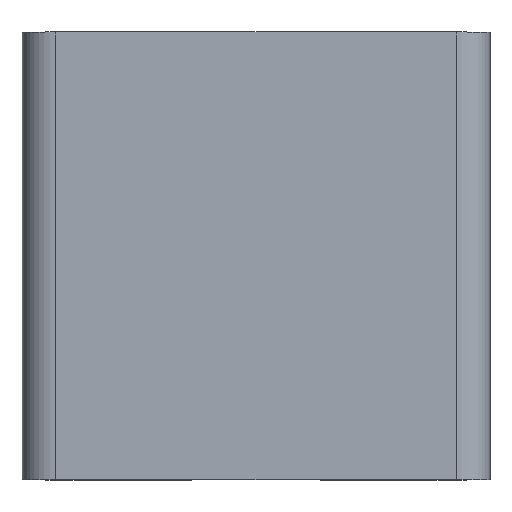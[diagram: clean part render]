
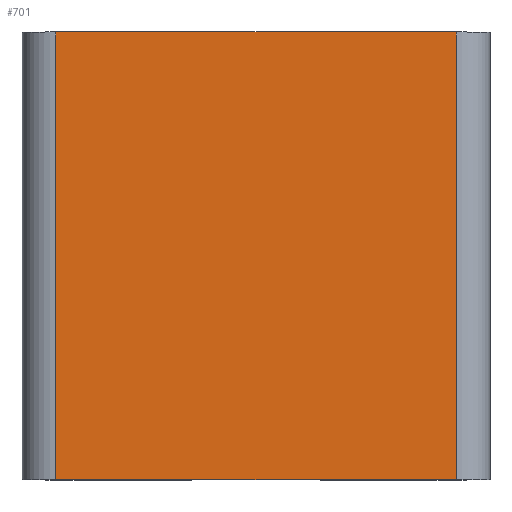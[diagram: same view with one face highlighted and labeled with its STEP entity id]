
A CAD part, top view. The second image highlights one B-rep face of the part: STEP entity #701.
In plain terms, the highlighted planar face has unit normal (0, 0, 1).
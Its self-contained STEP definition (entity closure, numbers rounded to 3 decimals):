
#26=PLANE('',#770);
#61=FACE_OUTER_BOUND('',#97,.T.);
#97=EDGE_LOOP('',(#593,#594,#595,#596));
#173=LINE('',#1141,#255);
#180=LINE('',#1153,#262);
#181=LINE('',#1157,#263);
#182=LINE('',#1158,#264);
#255=VECTOR('',#923,10.);
#262=VECTOR('',#932,10.);
#263=VECTOR('',#937,10.);
#264=VECTOR('',#938,10.);
#355=VERTEX_POINT('',#1137);
#356=VERTEX_POINT('',#1139);
#360=VERTEX_POINT('',#1152);
#361=VERTEX_POINT('',#1156);
#443=EDGE_CURVE('',#356,#355,#173,.T.);
#450=EDGE_CURVE('',#360,#355,#180,.T.);
#452=EDGE_CURVE('',#361,#356,#181,.T.);
#453=EDGE_CURVE('',#360,#361,#182,.T.);
#593=ORIENTED_EDGE('',*,*,#443,.F.);
#594=ORIENTED_EDGE('',*,*,#452,.F.);
#595=ORIENTED_EDGE('',*,*,#453,.F.);
#596=ORIENTED_EDGE('',*,*,#450,.T.);
#701=ADVANCED_FACE('',(#61),#26,.T.);
#770=AXIS2_PLACEMENT_3D('',#1155,#935,#936);
#923=DIRECTION('',(0.,1.,0.));
#932=DIRECTION('',(-1.,0.,0.));
#935=DIRECTION('center_axis',(0.,0.,1.));
#936=DIRECTION('ref_axis',(1.,0.,0.));
#937=DIRECTION('',(-1.,0.,0.));
#938=DIRECTION('',(0.,-1.,0.));
#1137=CARTESIAN_POINT('',(0.5,4.8,3.));
#1139=CARTESIAN_POINT('',(0.5,-1.8,3.));
#1141=CARTESIAN_POINT('',(0.5,-1.125,3.));
#1152=CARTESIAN_POINT('',(6.4,4.8,3.));
#1153=CARTESIAN_POINT('',(6.23,4.8,3.));
#1155=CARTESIAN_POINT('Origin',(0.335,-1.35,3.));
#1156=CARTESIAN_POINT('',(6.4,-1.8,3.));
#1157=CARTESIAN_POINT('',(6.398,-1.8,3.));
#1158=CARTESIAN_POINT('',(6.4,-1.575,3.));
